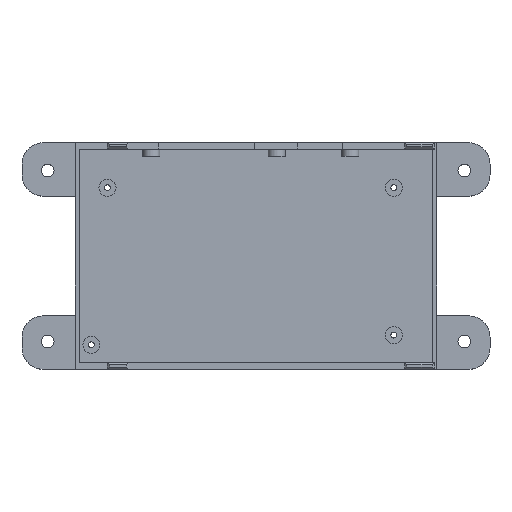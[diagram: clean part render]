
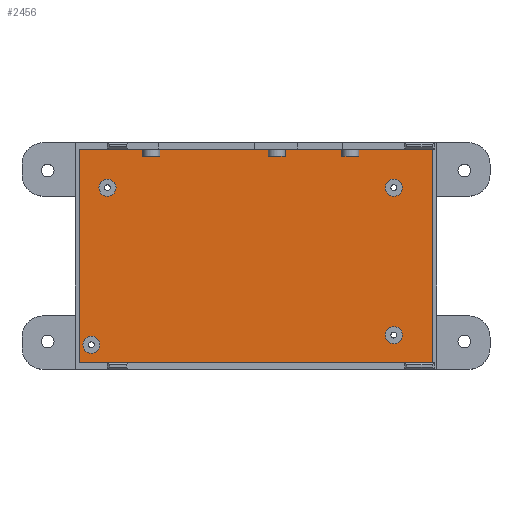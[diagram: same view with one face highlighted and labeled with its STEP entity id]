
A CAD part, top view. The second image highlights one B-rep face of the part: STEP entity #2456.
In plain terms, the highlighted planar face has unit normal (0, 0, 1).
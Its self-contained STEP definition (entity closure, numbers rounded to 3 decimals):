
#63=FACE_BOUND('',#482,.T.);
#64=FACE_BOUND('',#483,.T.);
#65=FACE_BOUND('',#484,.T.);
#66=FACE_BOUND('',#485,.T.);
#177=PLANE('',#2657);
#305=FACE_OUTER_BOUND('',#481,.T.);
#481=EDGE_LOOP('',(#2260,#2261,#2262,#2263));
#482=EDGE_LOOP('',(#2264));
#483=EDGE_LOOP('',(#2265));
#484=EDGE_LOOP('',(#2266));
#485=EDGE_LOOP('',(#2267));
#746=LINE('',#4573,#1006);
#749=LINE('',#4578,#1009);
#751=LINE('',#4582,#1011);
#753=LINE('',#4585,#1013);
#1006=VECTOR('',#3226,10.);
#1009=VECTOR('',#3231,10.);
#1011=VECTOR('',#3235,10.);
#1013=VECTOR('',#3239,10.);
#1071=CIRCLE('',#2643,4.);
#1073=CIRCLE('',#2647,4.);
#1075=CIRCLE('',#2651,4.);
#1077=CIRCLE('',#2655,4.);
#1278=VERTEX_POINT('',#4571);
#1279=VERTEX_POINT('',#4572);
#1280=VERTEX_POINT('',#4577);
#1281=VERTEX_POINT('',#4581);
#1283=VERTEX_POINT('',#4591);
#1285=VERTEX_POINT('',#4598);
#1287=VERTEX_POINT('',#4605);
#1289=VERTEX_POINT('',#4612);
#1598=EDGE_CURVE('',#1278,#1279,#746,.T.);
#1601=EDGE_CURVE('',#1280,#1278,#749,.T.);
#1603=EDGE_CURVE('',#1279,#1281,#751,.T.);
#1605=EDGE_CURVE('',#1281,#1280,#753,.T.);
#1608=EDGE_CURVE('',#1283,#1283,#1071,.T.);
#1611=EDGE_CURVE('',#1285,#1285,#1073,.T.);
#1614=EDGE_CURVE('',#1287,#1287,#1075,.T.);
#1617=EDGE_CURVE('',#1289,#1289,#1077,.T.);
#2260=ORIENTED_EDGE('',*,*,#1601,.T.);
#2261=ORIENTED_EDGE('',*,*,#1598,.T.);
#2262=ORIENTED_EDGE('',*,*,#1603,.T.);
#2263=ORIENTED_EDGE('',*,*,#1605,.T.);
#2264=ORIENTED_EDGE('',*,*,#1608,.T.);
#2265=ORIENTED_EDGE('',*,*,#1617,.T.);
#2266=ORIENTED_EDGE('',*,*,#1614,.T.);
#2267=ORIENTED_EDGE('',*,*,#1611,.T.);
#2456=ADVANCED_FACE('',(#305,#63,#64,#65,#66),#177,.F.);
#2643=AXIS2_PLACEMENT_3D('',#4593,#3249,#3250);
#2647=AXIS2_PLACEMENT_3D('',#4600,#3258,#3259);
#2651=AXIS2_PLACEMENT_3D('',#4607,#3267,#3268);
#2655=AXIS2_PLACEMENT_3D('',#4614,#3276,#3277);
#2657=AXIS2_PLACEMENT_3D('',#4616,#3280,#3281);
#3226=DIRECTION('',(1.,0.,0.));
#3231=DIRECTION('',(0.,-1.,0.));
#3235=DIRECTION('',(0.,1.,0.));
#3239=DIRECTION('',(-1.,0.,0.));
#3249=DIRECTION('center_axis',(0.,0.,-1.));
#3250=DIRECTION('ref_axis',(-1.,0.,0.));
#3258=DIRECTION('center_axis',(0.,0.,-1.));
#3259=DIRECTION('ref_axis',(-1.,0.,0.));
#3267=DIRECTION('center_axis',(0.,0.,-1.));
#3268=DIRECTION('ref_axis',(-1.,0.,0.));
#3276=DIRECTION('center_axis',(0.,0.,-1.));
#3277=DIRECTION('ref_axis',(-1.,0.,0.));
#3280=DIRECTION('center_axis',(0.,0.,-1.));
#3281=DIRECTION('ref_axis',(-1.,0.,0.));
#4571=CARTESIAN_POINT('',(0.,-90.,-3.));
#4572=CARTESIAN_POINT('',(165.,-90.,-3.));
#4573=CARTESIAN_POINT('',(165.,-90.,-3.));
#4577=CARTESIAN_POINT('',(0.,10.,-3.));
#4578=CARTESIAN_POINT('',(0.,-90.,-3.));
#4581=CARTESIAN_POINT('',(165.,10.,-3.));
#4582=CARTESIAN_POINT('',(165.,10.,-3.));
#4585=CARTESIAN_POINT('',(0.,10.,-3.));
#4591=CARTESIAN_POINT('',(9.5,-81.5,-3.));
#4593=CARTESIAN_POINT('Origin',(5.5,-81.5,-3.));
#4598=CARTESIAN_POINT('',(151.,-8.,-3.));
#4600=CARTESIAN_POINT('Origin',(147.,-8.,-3.));
#4605=CARTESIAN_POINT('',(17.,-8.,-3.));
#4607=CARTESIAN_POINT('Origin',(13.,-8.,-3.));
#4612=CARTESIAN_POINT('',(151.,-77.,-3.));
#4614=CARTESIAN_POINT('Origin',(147.,-77.,-3.));
#4616=CARTESIAN_POINT('Origin',(82.5,-40.,-3.));
